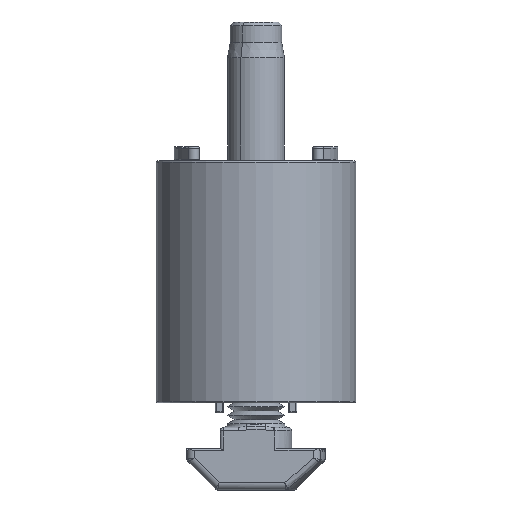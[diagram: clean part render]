
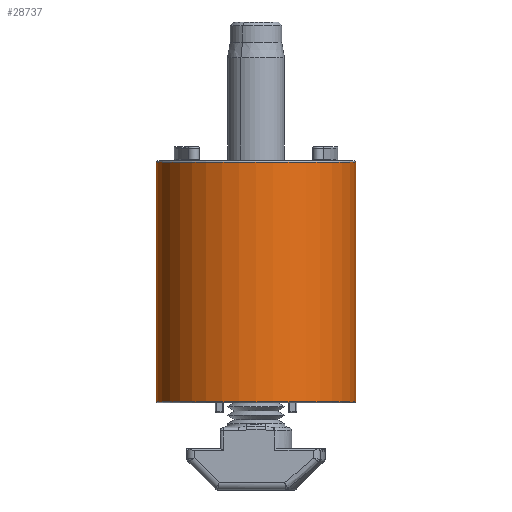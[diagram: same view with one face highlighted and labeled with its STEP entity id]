
A CAD part, front view. The second image highlights one B-rep face of the part: STEP entity #28737.
In plain terms, the highlighted cylindrical face has radius 14 mm (diameter 28 mm), a partial arc.
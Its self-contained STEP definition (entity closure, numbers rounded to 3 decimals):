
#35 = EDGE_CURVE ( 'NONE', #27951, #4858, #16811, .T. ) ;
#76 = DIRECTION ( 'NONE',  ( 0., 0., -1. ) ) ;
#714 = VERTEX_POINT ( 'NONE', #24448 ) ;
#1477 = DIRECTION ( 'NONE',  ( 0., 0., -1. ) ) ;
#3783 = CIRCLE ( 'NONE', #25471, 14. ) ;
#4858 = VERTEX_POINT ( 'NONE', #21763 ) ;
#6978 = CARTESIAN_POINT ( 'NONE',  ( 14., 0., 17. ) ) ;
#7178 = ORIENTED_EDGE ( 'NONE', *, *, #16268, .T. ) ;
#8270 = LINE ( 'NONE', #6978, #13470 ) ;
#8428 = CIRCLE ( 'NONE', #25376, 14. ) ;
#9138 = EDGE_LOOP ( 'NONE', ( #19353, #13696, #11183, #7178 ) ) ;
#9372 = CARTESIAN_POINT ( 'NONE',  ( -14., 0., 16.8 ) ) ;
#10151 = DIRECTION ( 'NONE',  ( 0., 0., 1. ) ) ;
#10896 = VECTOR ( 'NONE', #14191, 1000. ) ;
#11183 = ORIENTED_EDGE ( 'NONE', *, *, #35, .T. ) ;
#12536 = EDGE_CURVE ( 'NONE', #13099, #27951, #8428, .T. ) ;
#13099 = VERTEX_POINT ( 'NONE', #20712 ) ;
#13442 = DIRECTION ( 'NONE',  ( -1., 0., 0. ) ) ;
#13470 = VECTOR ( 'NONE', #26966, 1000. ) ;
#13472 = CYLINDRICAL_SURFACE ( 'NONE', #28644, 14. ) ;
#13696 = ORIENTED_EDGE ( 'NONE', *, *, #12536, .T. ) ;
#14191 = DIRECTION ( 'NONE',  ( 0., 0., -1. ) ) ;
#14853 = CARTESIAN_POINT ( 'NONE',  ( 0., 0., 16.8 ) ) ;
#16268 = EDGE_CURVE ( 'NONE', #4858, #714, #3783, .T. ) ;
#16322 = CARTESIAN_POINT ( 'NONE',  ( -14., 0., 17. ) ) ;
#16811 = LINE ( 'NONE', #16322, #10896 ) ;
#17091 = DIRECTION ( 'NONE',  ( 1., 0., 0. ) ) ;
#17458 = EDGE_CURVE ( 'NONE', #13099, #714, #8270, .T. ) ;
#17922 = CARTESIAN_POINT ( 'NONE',  ( 0., 0., 17. ) ) ;
#19353 = ORIENTED_EDGE ( 'NONE', *, *, #17458, .F. ) ;
#20057 = FACE_OUTER_BOUND ( 'NONE', #9138, .T. ) ;
#20712 = CARTESIAN_POINT ( 'NONE',  ( 14., 0., 16.8 ) ) ;
#21763 = CARTESIAN_POINT ( 'NONE',  ( -14., 0., -16.8 ) ) ;
#23424 = CARTESIAN_POINT ( 'NONE',  ( 0., 0., -16.8 ) ) ;
#24448 = CARTESIAN_POINT ( 'NONE',  ( 14., 0., -16.8 ) ) ;
#25376 = AXIS2_PLACEMENT_3D ( 'NONE', #14853, #1477, #17091 ) ;
#25471 = AXIS2_PLACEMENT_3D ( 'NONE', #23424, #10151, #25645 ) ;
#25645 = DIRECTION ( 'NONE',  ( 1., 0., 0. ) ) ;
#26966 = DIRECTION ( 'NONE',  ( 0., 0., -1. ) ) ;
#27951 = VERTEX_POINT ( 'NONE', #9372 ) ;
#28644 = AXIS2_PLACEMENT_3D ( 'NONE', #17922, #76, #13442 ) ;
#28737 = ADVANCED_FACE ( 'NONE', ( #20057 ), #13472, .T. ) ;
